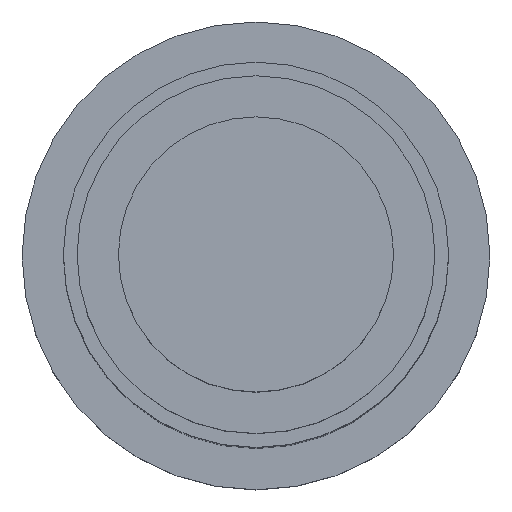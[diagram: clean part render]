
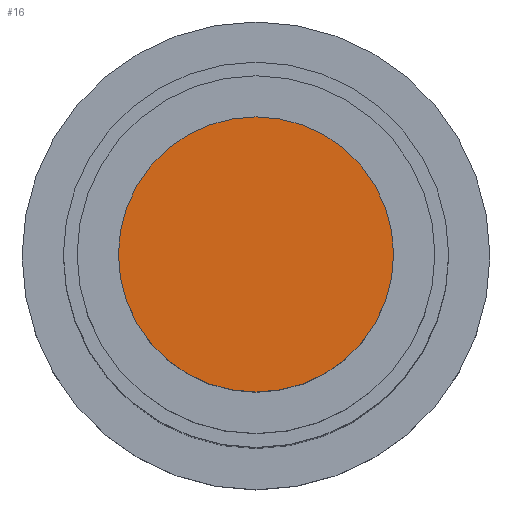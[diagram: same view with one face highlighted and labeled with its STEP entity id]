
A CAD part, top view. The second image highlights one B-rep face of the part: STEP entity #16.
In plain terms, the highlighted planar face has unit normal (0, 0, 1).
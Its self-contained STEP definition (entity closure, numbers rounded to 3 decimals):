
#8 = DIRECTION ( 'NONE',  ( 0., 0., 1. ) ) ;
#16 = ADVANCED_FACE ( 'NONE', ( #518 ), #176, .T. ) ;
#41 = AXIS2_PLACEMENT_3D ( 'NONE', #459, #8, #346 ) ;
#64 = AXIS2_PLACEMENT_3D ( 'NONE', #495, #564, #388 ) ;
#176 = PLANE ( 'NONE',  #41 ) ;
#184 = CIRCLE ( 'NONE', #487, 5. ) ;
#257 = DIRECTION ( 'NONE',  ( 0., 0., 1. ) ) ;
#258 = DIRECTION ( 'NONE',  ( 1., 0., 0. ) ) ;
#301 = EDGE_CURVE ( 'NONE', #337, #616, #184, .T. ) ;
#337 = VERTEX_POINT ( 'NONE', #597 ) ;
#346 = DIRECTION ( 'NONE',  ( 1., 0., 0. ) ) ;
#373 = CARTESIAN_POINT ( 'NONE',  ( -5., 0., 51.8 ) ) ;
#388 = DIRECTION ( 'NONE',  ( 1., 0., 0. ) ) ;
#459 = CARTESIAN_POINT ( 'NONE',  ( 0., 0., 51.8 ) ) ;
#487 = AXIS2_PLACEMENT_3D ( 'NONE', #602, #257, #258 ) ;
#495 = CARTESIAN_POINT ( 'NONE',  ( 0., 0., 51.8 ) ) ;
#518 = FACE_OUTER_BOUND ( 'NONE', #692, .T. ) ;
#564 = DIRECTION ( 'NONE',  ( 0., 0., 1. ) ) ;
#597 = CARTESIAN_POINT ( 'NONE',  ( 5., 0., 51.8 ) ) ;
#602 = CARTESIAN_POINT ( 'NONE',  ( 0., 0., 51.8 ) ) ;
#616 = VERTEX_POINT ( 'NONE', #373 ) ;
#625 = ORIENTED_EDGE ( 'NONE', *, *, #700, .T. ) ;
#638 = ORIENTED_EDGE ( 'NONE', *, *, #301, .T. ) ;
#673 = CIRCLE ( 'NONE', #64, 5. ) ;
#692 = EDGE_LOOP ( 'NONE', ( #625, #638 ) ) ;
#700 = EDGE_CURVE ( 'NONE', #616, #337, #673, .T. ) ;
